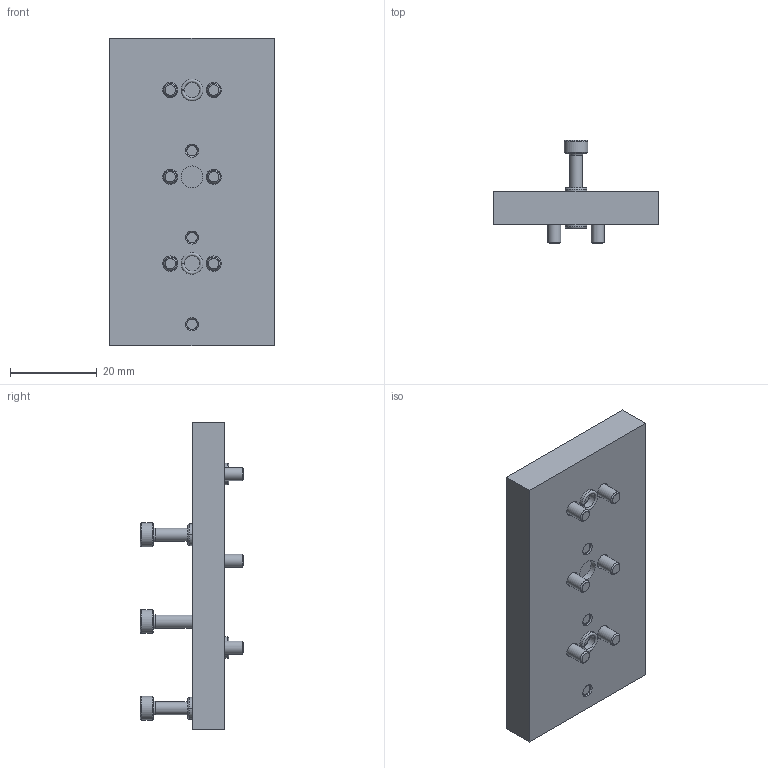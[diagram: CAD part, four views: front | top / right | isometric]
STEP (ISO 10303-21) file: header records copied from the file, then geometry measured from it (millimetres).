
FILE_DESCRIPTION(/* description */ ('STEP AP214'),/* implementation_level */ '2;1');
FILE_NAME(/* name */ '8161582_DHAA-D-G8-H-8-30-G8-68-20',/* time_stamp */ '2024-08-16T12:16:29+02:00',/* author */ ('License CC BY-ND 4.0'),/* organization */ ('CADENAS'),/* preprocessor_version */ 'ST-DEVELOPER v19.3',/* originating_system */ 'PARTsolutions',/* authorisation */ ' ');
FILE_SCHEMA (('AUTOMOTIVE_DESIGN {1 0 10303 214 3 1 1}'));
Length unit declared in the file: millimetre
Products named in the file (5): 8161582 DHAA-D-G8-H-8-30-G8-68-20; 8161582 DHAA-D-G8-H-8-30-G8-68-20_P; ISO 14579 M3x8(F); ISO 14579 M3x16(F); 8146543 ZBH-5-B
Assembly tree (14 placements, depth 2):
  8161582 DHAA-D-G8-H-8-30-G8-68-20
    8161582 DHAA-D-G8-H-8-30-G8-68-20_P
    ISO 14579 M3x8(F)  x6
    ISO 14579 M3x16(F)  x3
    8146543 ZBH-5-B  x4
Bounding box: 38 x 23.8 x 71 mm (x, y, z)
Volume: 20332.2 mm3; surface area: 10010.1 mm2
Topology: 14 solids, 14 shells, 339 faces, 756 edges, 466 vertices
Faces by surface type: cylinder 155, cone 96, plane 53, torus 35
Full cylindrical faces by diameter (mm): 2.459 x3, 3 x9, 3.5 x6, 5 x6, 5.5 x9, 6.5 x6
Entity records: 3069 total; most frequent: CARTESIAN_POINT 692, DIRECTION 460, ORIENTED_EDGE 376, AXIS2_PLACEMENT_3D 210, FACE_BOUND 190, EDGE_CURVE 188, EDGE_LOOP 188, VERTEX_POINT 146
